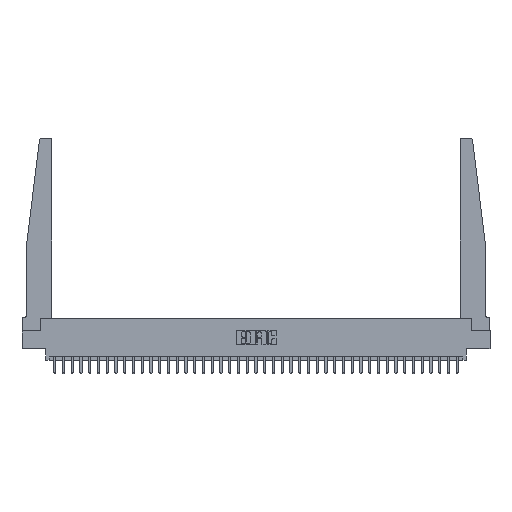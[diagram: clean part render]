
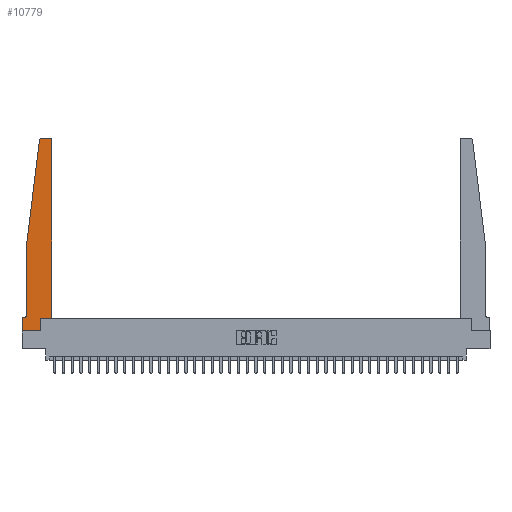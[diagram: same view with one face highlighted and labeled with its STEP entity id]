
A CAD part, top view. The second image highlights one B-rep face of the part: STEP entity #10779.
In plain terms, the highlighted planar face has unit normal (0, 0, 1).
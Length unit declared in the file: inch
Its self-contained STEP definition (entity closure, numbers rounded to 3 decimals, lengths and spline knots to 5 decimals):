
#324 = DIRECTION ( 'NONE',  ( 1., 0., 0. ) ) ;
#547 = VERTEX_POINT ( 'NONE', #21638 ) ;
#1034 = ORIENTED_EDGE ( 'NONE', *, *, #9369, .T. ) ;
#1219 = VECTOR ( 'NONE', #10798, 39.37008 ) ;
#1834 = DIRECTION ( 'NONE',  ( -0.122, -0.992, 0. ) ) ;
#2574 = CARTESIAN_POINT ( 'NONE',  ( 0.24675, 2.72367, 0.37 ) ) ;
#2761 = VERTEX_POINT ( 'NONE', #21644 ) ;
#3024 = EDGE_CURVE ( 'NONE', #6752, #34442, #22256, .T. ) ;
#3281 = CARTESIAN_POINT ( 'NONE',  ( 0.27653, 2.75, 0.37 ) ) ;
#3372 = EDGE_CURVE ( 'NONE', #31738, #19833, #20137, .T. ) ;
#3617 = CARTESIAN_POINT ( 'NONE',  ( 0.395, 2.72, 0.37 ) ) ;
#4233 = VERTEX_POINT ( 'NONE', #3281 ) ;
#4757 = EDGE_CURVE ( 'NONE', #2761, #29001, #14125, .T. ) ;
#5657 = DIRECTION ( 'NONE',  ( 0., 0., -1. ) ) ;
#5749 = ORIENTED_EDGE ( 'NONE', *, *, #6150, .T. ) ;
#5924 = EDGE_CURVE ( 'NONE', #32406, #31738, #31655, .T. ) ;
#5938 = LINE ( 'NONE', #12168, #19607 ) ;
#5945 = LINE ( 'NONE', #7348, #33724 ) ;
#6150 = EDGE_CURVE ( 'NONE', #29001, #18801, #5938, .T. ) ;
#6413 = DIRECTION ( 'NONE',  ( 1., 0., 0. ) ) ;
#6632 = ORIENTED_EDGE ( 'NONE', *, *, #4757, .T. ) ;
#6727 = DIRECTION ( 'NONE',  ( 0., 0., 1. ) ) ;
#6752 = VERTEX_POINT ( 'NONE', #20404 ) ;
#6755 = CIRCLE ( 'NONE', #14514, 0.03 ) ;
#6830 = AXIS2_PLACEMENT_3D ( 'NONE', #21968, #5657, #24660 ) ;
#6847 = VECTOR ( 'NONE', #28306, 39.37008 ) ;
#6878 = EDGE_CURVE ( 'NONE', #22775, #547, #5945, .T. ) ;
#7348 = CARTESIAN_POINT ( 'NONE',  ( 0.065, 1.25, 0.37 ) ) ;
#8671 = LINE ( 'NONE', #13518, #1219 ) ;
#9369 = EDGE_CURVE ( 'NONE', #19833, #30408, #11418, .T. ) ;
#10779 = ADVANCED_FACE ( 'NONE', ( #19361 ), #27467, .T. ) ;
#10798 = DIRECTION ( 'NONE',  ( 0., 1., 0. ) ) ;
#11418 = LINE ( 'NONE', #18609, #17767 ) ;
#12168 = CARTESIAN_POINT ( 'NONE',  ( 0.425, 0.18, 0.37 ) ) ;
#12288 = AXIS2_PLACEMENT_3D ( 'NONE', #3617, #22672, #6413 ) ;
#13033 = ORIENTED_EDGE ( 'NONE', *, *, #6878, .T. ) ;
#13243 = CARTESIAN_POINT ( 'NONE',  ( 0., 0., 0.37 ) ) ;
#13518 = CARTESIAN_POINT ( 'NONE',  ( 0.425, 0.18, 0.37 ) ) ;
#13528 = EDGE_CURVE ( 'NONE', #4233, #22775, #6755, .T. ) ;
#14125 = LINE ( 'NONE', #27326, #6847 ) ;
#14342 = CARTESIAN_POINT ( 'NONE',  ( 0., 0.1875, 0.37 ) ) ;
#14475 = CARTESIAN_POINT ( 'NONE',  ( 0.2605, 0.18, 0.37 ) ) ;
#14514 = AXIS2_PLACEMENT_3D ( 'NONE', #22934, #6727, #25618 ) ;
#15987 = DIRECTION ( 'NONE',  ( -1., 0., 0. ) ) ;
#16476 = DIRECTION ( 'NONE',  ( -1., 0., 0. ) ) ;
#16867 = DIRECTION ( 'NONE',  ( 0., 0., 1. ) ) ;
#16889 = LINE ( 'NONE', #32397, #24017 ) ;
#16909 = CARTESIAN_POINT ( 'NONE',  ( 0.065, 0.2375, 0.37 ) ) ;
#17618 = DIRECTION ( 'NONE',  ( 1., 0., 0. ) ) ;
#17767 = VECTOR ( 'NONE', #31828, 39.37008 ) ;
#18106 = EDGE_LOOP ( 'NONE', ( #25225, #24529, #13033, #34098, #19938, #18212, #1034, #30926, #6632, #5749, #31629, #19238 ) ) ;
#18212 = ORIENTED_EDGE ( 'NONE', *, *, #3372, .T. ) ;
#18581 = DIRECTION ( 'NONE',  ( 1., 0., 0. ) ) ;
#18609 = CARTESIAN_POINT ( 'NONE',  ( 0., 0., 0.37 ) ) ;
#18801 = VERTEX_POINT ( 'NONE', #32711 ) ;
#18913 = EDGE_CURVE ( 'NONE', #547, #32406, #31296, .T. ) ;
#19238 = ORIENTED_EDGE ( 'NONE', *, *, #3024, .T. ) ;
#19361 = FACE_OUTER_BOUND ( 'NONE', #18106, .T. ) ;
#19607 = VECTOR ( 'NONE', #17618, 39.37008 ) ;
#19773 = CARTESIAN_POINT ( 'NONE',  ( 0.015, 0.1875, 0.37 ) ) ;
#19833 = VERTEX_POINT ( 'NONE', #14342 ) ;
#19938 = ORIENTED_EDGE ( 'NONE', *, *, #5924, .T. ) ;
#20064 = DIRECTION ( 'NONE',  ( 0., -1., 0. ) ) ;
#20137 = LINE ( 'NONE', #34589, #33424 ) ;
#20404 = CARTESIAN_POINT ( 'NONE',  ( 0.425, 2.72, 0.37 ) ) ;
#20539 = CARTESIAN_POINT ( 'NONE',  ( 0.395, 2.75, 0.37 ) ) ;
#21638 = CARTESIAN_POINT ( 'NONE',  ( 0.065, 1.25, 0.37 ) ) ;
#21644 = CARTESIAN_POINT ( 'NONE',  ( 0.2605, 0., 0.37 ) ) ;
#21669 = AXIS2_PLACEMENT_3D ( 'NONE', #32783, #16867, #324 ) ;
#21968 = CARTESIAN_POINT ( 'NONE',  ( 0.015, 0.2375, 0.37 ) ) ;
#22256 = CIRCLE ( 'NONE', #12288, 0.03 ) ;
#22672 = DIRECTION ( 'NONE',  ( 0., 0., 1. ) ) ;
#22775 = VERTEX_POINT ( 'NONE', #2574 ) ;
#22934 = CARTESIAN_POINT ( 'NONE',  ( 0.27653, 2.72, 0.37 ) ) ;
#23445 = VECTOR ( 'NONE', #20064, 39.37008 ) ;
#24017 = VECTOR ( 'NONE', #16476, 39.37008 ) ;
#24257 = LINE ( 'NONE', #13243, #30437 ) ;
#24529 = ORIENTED_EDGE ( 'NONE', *, *, #13528, .T. ) ;
#24660 = DIRECTION ( 'NONE',  ( -1., 0., 0. ) ) ;
#25225 = ORIENTED_EDGE ( 'NONE', *, *, #25591, .T. ) ;
#25591 = EDGE_CURVE ( 'NONE', #34442, #4233, #16889, .T. ) ;
#25618 = DIRECTION ( 'NONE',  ( 1., 0., 0. ) ) ;
#27326 = CARTESIAN_POINT ( 'NONE',  ( 0.2605, 0.18, 0.37 ) ) ;
#27466 = EDGE_CURVE ( 'NONE', #18801, #6752, #8671, .T. ) ;
#27467 = PLANE ( 'NONE',  #21669 ) ;
#28137 = EDGE_CURVE ( 'NONE', #30408, #2761, #24257, .T. ) ;
#28306 = DIRECTION ( 'NONE',  ( 0., 1., 0. ) ) ;
#29001 = VERTEX_POINT ( 'NONE', #14475 ) ;
#30408 = VERTEX_POINT ( 'NONE', #33846 ) ;
#30437 = VECTOR ( 'NONE', #18581, 39.37008 ) ;
#30926 = ORIENTED_EDGE ( 'NONE', *, *, #28137, .T. ) ;
#31296 = LINE ( 'NONE', #33289, #23445 ) ;
#31629 = ORIENTED_EDGE ( 'NONE', *, *, #27466, .T. ) ;
#31655 = CIRCLE ( 'NONE', #6830, 0.05 ) ;
#31738 = VERTEX_POINT ( 'NONE', #19773 ) ;
#31828 = DIRECTION ( 'NONE',  ( 0., -1., 0. ) ) ;
#32397 = CARTESIAN_POINT ( 'NONE',  ( 0.25, 2.75, 0.37 ) ) ;
#32406 = VERTEX_POINT ( 'NONE', #16909 ) ;
#32711 = CARTESIAN_POINT ( 'NONE',  ( 0.425, 0.18, 0.37 ) ) ;
#32783 = CARTESIAN_POINT ( 'NONE',  ( 0., 0.1875, 0.37 ) ) ;
#33289 = CARTESIAN_POINT ( 'NONE',  ( 0.065, 1.25, 0.37 ) ) ;
#33424 = VECTOR ( 'NONE', #15987, 39.37008 ) ;
#33724 = VECTOR ( 'NONE', #1834, 39.37008 ) ;
#33846 = CARTESIAN_POINT ( 'NONE',  ( 0., 0., 0.37 ) ) ;
#34098 = ORIENTED_EDGE ( 'NONE', *, *, #18913, .T. ) ;
#34442 = VERTEX_POINT ( 'NONE', #20539 ) ;
#34589 = CARTESIAN_POINT ( 'NONE',  ( 0.065, 0.1875, 0.37 ) ) ;
